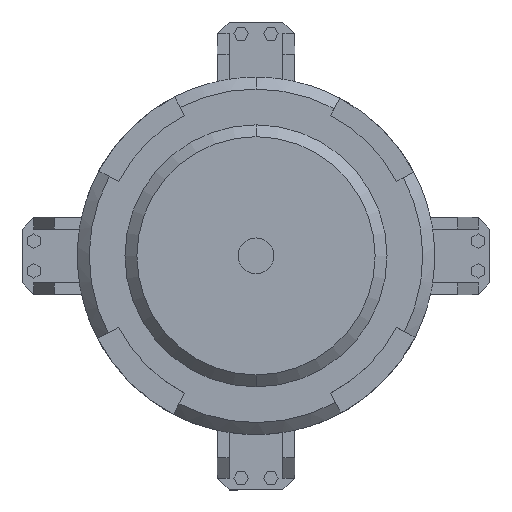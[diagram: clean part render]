
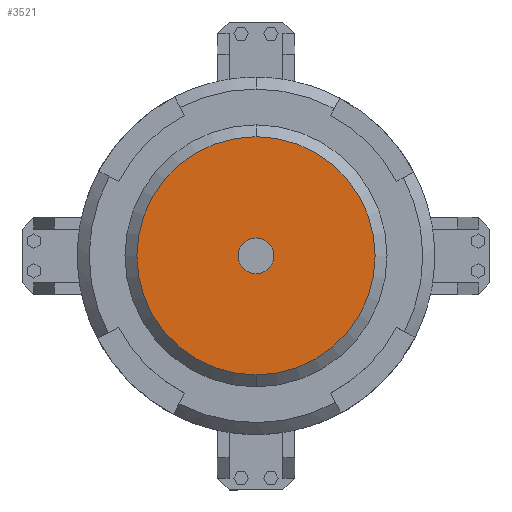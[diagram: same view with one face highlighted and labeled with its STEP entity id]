
A CAD part, top view. The second image highlights one B-rep face of the part: STEP entity #3521.
In plain terms, the highlighted planar face has unit normal (0, 0, 1).
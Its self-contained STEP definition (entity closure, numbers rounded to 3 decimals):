
#64 = CARTESIAN_POINT ( 'NONE',  ( 0., 100., 80. ) ) ;
#113 = DIRECTION ( 'NONE',  ( 0., -1., 0. ) ) ;
#174 = VERTEX_POINT ( 'NONE', #64 ) ;
#242 = DIRECTION ( 'NONE',  ( 0., 0., 1. ) ) ;
#319 = DIRECTION ( 'NONE',  ( 0., -1., 0. ) ) ;
#367 = AXIS2_PLACEMENT_3D ( 'NONE', #3663, #1726, #1090 ) ;
#409 = DIRECTION ( 'NONE',  ( 0., 0., 1. ) ) ;
#455 = ORIENTED_EDGE ( 'NONE', *, *, #1023, .F. ) ;
#475 = DIRECTION ( 'NONE',  ( 0., 0., 1. ) ) ;
#507 = CIRCLE ( 'NONE', #367, 15. ) ;
#541 = CARTESIAN_POINT ( 'NONE',  ( 0., 0., 80. ) ) ;
#599 = VERTEX_POINT ( 'NONE', #3685 ) ;
#608 = EDGE_CURVE ( 'NONE', #1531, #599, #507, .T. ) ;
#610 = CIRCLE ( 'NONE', #3061, 15. ) ;
#799 = CARTESIAN_POINT ( 'NONE',  ( 0., -100., 80. ) ) ;
#979 = AXIS2_PLACEMENT_3D ( 'NONE', #541, #242, #319 ) ;
#1012 = CARTESIAN_POINT ( 'NONE',  ( 0., 15., 80. ) ) ;
#1023 = EDGE_CURVE ( 'NONE', #599, #1531, #610, .T. ) ;
#1090 = DIRECTION ( 'NONE',  ( 0., -1., 0. ) ) ;
#1221 = PLANE ( 'NONE',  #2189 ) ;
#1531 = VERTEX_POINT ( 'NONE', #1012 ) ;
#1726 = DIRECTION ( 'NONE',  ( 0., 0., 1. ) ) ;
#1752 = DIRECTION ( 'NONE',  ( 0., -1., 0. ) ) ;
#1795 = CARTESIAN_POINT ( 'NONE',  ( 0., 0., 80. ) ) ;
#2189 = AXIS2_PLACEMENT_3D ( 'NONE', #2227, #2248, #2560 ) ;
#2227 = CARTESIAN_POINT ( 'NONE',  ( 0., 0., 80. ) ) ;
#2248 = DIRECTION ( 'NONE',  ( 0., 0., 1. ) ) ;
#2381 = CIRCLE ( 'NONE', #979, 100. ) ;
#2387 = ORIENTED_EDGE ( 'NONE', *, *, #3317, .T. ) ;
#2560 = DIRECTION ( 'NONE',  ( 0., -1., 0. ) ) ;
#2881 = FACE_OUTER_BOUND ( 'NONE', #2920, .T. ) ;
#2920 = EDGE_LOOP ( 'NONE', ( #4016, #2387 ) ) ;
#3061 = AXIS2_PLACEMENT_3D ( 'NONE', #3322, #409, #1752 ) ;
#3234 = AXIS2_PLACEMENT_3D ( 'NONE', #1795, #475, #113 ) ;
#3317 = EDGE_CURVE ( 'NONE', #3616, #174, #4148, .T. ) ;
#3322 = CARTESIAN_POINT ( 'NONE',  ( 0., 0., 80. ) ) ;
#3521 = ADVANCED_FACE ( 'NONE', ( #3869, #2881 ), #1221, .T. ) ;
#3616 = VERTEX_POINT ( 'NONE', #799 ) ;
#3663 = CARTESIAN_POINT ( 'NONE',  ( 0., 0., 80. ) ) ;
#3685 = CARTESIAN_POINT ( 'NONE',  ( 0., -15., 80. ) ) ;
#3751 = EDGE_LOOP ( 'NONE', ( #3885, #455 ) ) ;
#3869 = FACE_BOUND ( 'NONE', #3751, .T. ) ;
#3885 = ORIENTED_EDGE ( 'NONE', *, *, #608, .F. ) ;
#4016 = ORIENTED_EDGE ( 'NONE', *, *, #4176, .T. ) ;
#4148 = CIRCLE ( 'NONE', #3234, 100. ) ;
#4176 = EDGE_CURVE ( 'NONE', #174, #3616, #2381, .T. ) ;
